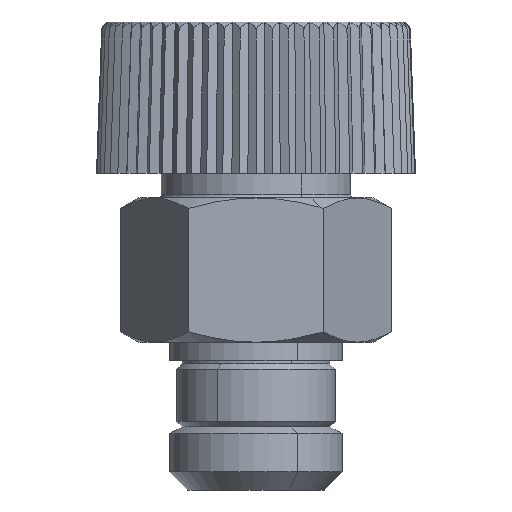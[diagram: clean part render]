
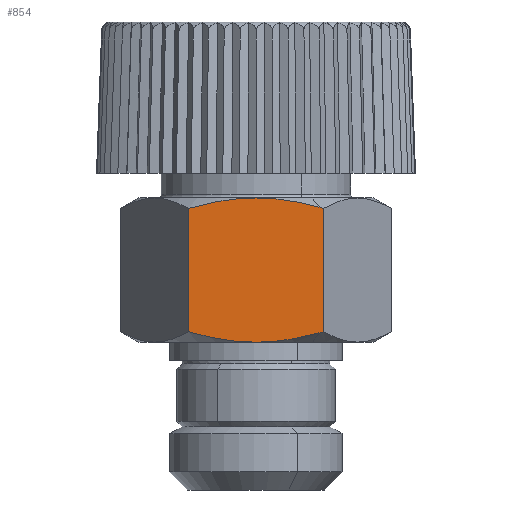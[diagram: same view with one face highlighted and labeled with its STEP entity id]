
A CAD part, front view. The second image highlights one B-rep face of the part: STEP entity #854.
In plain terms, the highlighted planar face has unit normal (0, -1, 0).
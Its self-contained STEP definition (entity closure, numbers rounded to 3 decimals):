
#502=CARTESIAN_POINT('Vertex',(0.,-6.5,8.2)) ;
#578=CARTESIAN_POINT('Vertex',(3.551,-6.5,8.723)) ;
#587=CARTESIAN_POINT('Vertex',(3.753,-6.5,8.781)) ;
#591=CARTESIAN_POINT('Control Point',(3.551,-6.5,8.723)) ;
#592=CARTESIAN_POINT('Control Point',(3.618,-6.5,8.742)) ;
#593=CARTESIAN_POINT('Control Point',(3.685,-6.5,8.761)) ;
#594=CARTESIAN_POINT('Control Point',(3.753,-6.5,8.781)) ;
#712=CARTESIAN_POINT('Control Point',(0.,-6.5,8.2)) ;
#713=CARTESIAN_POINT('Control Point',(-0.92,-6.5,8.2)) ;
#714=CARTESIAN_POINT('Control Point',(-1.838,-6.5,8.3)) ;
#715=CARTESIAN_POINT('Control Point',(-2.787,-6.5,8.502)) ;
#716=CARTESIAN_POINT('Control Point',(-3.753,-6.5,8.781)) ;
#717=CARTESIAN_POINT('Vertex',(-3.753,-6.5,8.781)) ;
#734=CARTESIAN_POINT('Control Point',(3.551,-6.5,8.723)) ;
#735=CARTESIAN_POINT('Control Point',(2.638,-6.5,8.471)) ;
#736=CARTESIAN_POINT('Control Point',(1.742,-6.5,8.29)) ;
#737=CARTESIAN_POINT('Control Point',(0.872,-6.5,8.2)) ;
#738=CARTESIAN_POINT('Control Point',(0.,-6.5,8.2)) ;
#781=CARTESIAN_POINT('Vertex',(3.753,-6.5,15.619)) ;
#784=CARTESIAN_POINT('Line Origine',(3.753,-6.5,12.2)) ;
#798=CARTESIAN_POINT('Axis2P3D Location',(-3.753,-6.5,0.)) ;
#804=CARTESIAN_POINT('Control Point',(3.551,-6.5,15.677)) ;
#805=CARTESIAN_POINT('Control Point',(3.591,-6.5,15.665)) ;
#806=CARTESIAN_POINT('Control Point',(3.632,-6.5,15.654)) ;
#807=CARTESIAN_POINT('Control Point',(3.672,-6.5,15.643)) ;
#808=CARTESIAN_POINT('Control Point',(3.712,-6.5,15.631)) ;
#809=CARTESIAN_POINT('Control Point',(3.753,-6.5,15.619)) ;
#810=CARTESIAN_POINT('Vertex',(3.551,-6.5,15.677)) ;
#814=CARTESIAN_POINT('Control Point',(0.,-6.5,16.2)) ;
#815=CARTESIAN_POINT('Control Point',(0.301,-6.5,16.2)) ;
#816=CARTESIAN_POINT('Control Point',(0.601,-6.5,16.19)) ;
#817=CARTESIAN_POINT('Control Point',(0.902,-6.5,16.17)) ;
#818=CARTESIAN_POINT('Control Point',(1.604,-6.5,16.1)) ;
#819=CARTESIAN_POINT('Control Point',(2.315,-6.5,15.978)) ;
#820=CARTESIAN_POINT('Control Point',(2.723,-6.5,15.893)) ;
#821=CARTESIAN_POINT('Control Point',(3.136,-6.5,15.791)) ;
#822=CARTESIAN_POINT('Control Point',(3.551,-6.5,15.677)) ;
#823=CARTESIAN_POINT('Vertex',(0.,-6.5,16.2)) ;
#827=CARTESIAN_POINT('Control Point',(-3.753,-6.5,15.619)) ;
#828=CARTESIAN_POINT('Control Point',(-3.296,-6.5,15.751)) ;
#829=CARTESIAN_POINT('Control Point',(-2.842,-6.5,15.867)) ;
#830=CARTESIAN_POINT('Control Point',(-2.394,-6.5,15.965)) ;
#831=CARTESIAN_POINT('Control Point',(-1.643,-6.5,16.096)) ;
#832=CARTESIAN_POINT('Control Point',(-0.902,-6.5,16.17)) ;
#833=CARTESIAN_POINT('Control Point',(-0.601,-6.5,16.19)) ;
#834=CARTESIAN_POINT('Control Point',(-0.301,-6.5,16.2)) ;
#835=CARTESIAN_POINT('Control Point',(0.,-6.5,16.2)) ;
#836=CARTESIAN_POINT('Vertex',(-3.753,-6.5,15.619)) ;
#839=CARTESIAN_POINT('Line Origine',(-3.753,-6.5,12.2)) ;
#786=VECTOR('Line Direction',#785,1.) ;
#841=VECTOR('Line Direction',#840,1.) ;
#785=DIRECTION('Vector Direction',(0.,0.,1.)) ;
#799=DIRECTION('Axis2P3D Direction',(0.,-1.,0.)) ;
#800=DIRECTION('Axis2P3D XDirection',(1.,0.,0.)) ;
#840=DIRECTION('Vector Direction',(0.,0.,1.)) ;
#801=AXIS2_PLACEMENT_3D('Plane Axis2P3D',#798,#799,#800) ;
#787=LINE('Line',#784,#786) ;
#842=LINE('Line',#839,#841) ;
#802=PLANE('',#801) ;
#595=EDGE_CURVE('',#579,#588,#590,.T.) ;
#719=EDGE_CURVE('',#503,#718,#711,.T.) ;
#739=EDGE_CURVE('',#579,#503,#733,.T.) ;
#788=EDGE_CURVE('',#588,#782,#787,.T.) ;
#812=EDGE_CURVE('',#811,#782,#803,.T.) ;
#825=EDGE_CURVE('',#824,#811,#813,.T.) ;
#838=EDGE_CURVE('',#837,#824,#826,.T.) ;
#843=EDGE_CURVE('',#718,#837,#842,.T.) ;
#845=ORIENTED_EDGE('',*,*,#719,.F.) ;
#846=ORIENTED_EDGE('',*,*,#739,.F.) ;
#847=ORIENTED_EDGE('',*,*,#595,.T.) ;
#848=ORIENTED_EDGE('',*,*,#788,.T.) ;
#849=ORIENTED_EDGE('',*,*,#812,.F.) ;
#850=ORIENTED_EDGE('',*,*,#825,.F.) ;
#851=ORIENTED_EDGE('',*,*,#838,.F.) ;
#852=ORIENTED_EDGE('',*,*,#843,.F.) ;
#844=EDGE_LOOP('',(#845,#846,#847,#848,#849,#850,#851,#852)) ;
#503=VERTEX_POINT('',#502) ;
#579=VERTEX_POINT('',#578) ;
#588=VERTEX_POINT('',#587) ;
#718=VERTEX_POINT('',#717) ;
#782=VERTEX_POINT('',#781) ;
#811=VERTEX_POINT('',#810) ;
#824=VERTEX_POINT('',#823) ;
#837=VERTEX_POINT('',#836) ;
#854=ADVANCED_FACE('PartBody',(#853),#802,.T.) ;
#590=B_SPLINE_CURVE_WITH_KNOTS('',3,(#591,#592,#593,#594),.UNSPECIFIED.,.F.,.U.,(4,4),(0.,0.303),.UNSPECIFIED.) ;
#711=B_SPLINE_CURVE_WITH_KNOTS('',4,(#712,#713,#714,#715,#716),.UNSPECIFIED.,.F.,.U.,(5,5),(5.493,11.29),.UNSPECIFIED.) ;
#733=B_SPLINE_CURVE_WITH_KNOTS('',4,(#734,#735,#736,#737,#738),.UNSPECIFIED.,.F.,.U.,(5,5),(0.,5.493),.UNSPECIFIED.) ;
#803=B_SPLINE_CURVE_WITH_KNOTS('',5,(#804,#805,#806,#807,#808,#809),.UNSPECIFIED.,.F.,.U.,(6,6),(0.,0.303),.UNSPECIFIED.) ;
#813=B_SPLINE_CURVE_WITH_KNOTS('',5,(#814,#815,#816,#817,#818,#819,#820,#821,#822),.UNSPECIFIED.,.F.,.U.,(6,3,6),(5.797,8.165,11.29),.UNSPECIFIED.) ;
#826=B_SPLINE_CURVE_WITH_KNOTS('',5,(#827,#828,#829,#830,#831,#832,#833,#834,#835),.UNSPECIFIED.,.F.,.U.,(6,3,6),(0.,3.428,5.797),.UNSPECIFIED.) ;
#853=FACE_OUTER_BOUND('',#844,.T.) ;
